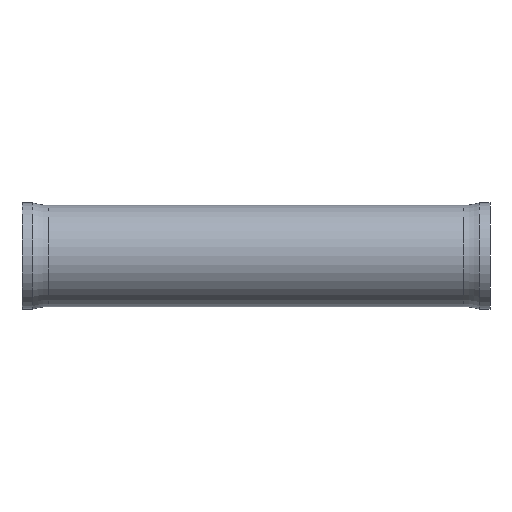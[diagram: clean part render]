
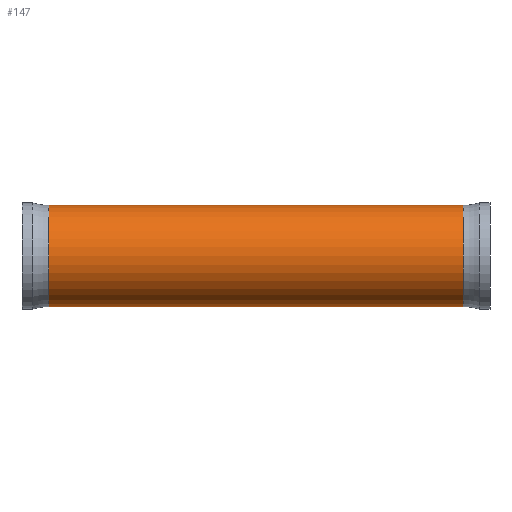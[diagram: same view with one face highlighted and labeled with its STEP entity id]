
A CAD part, left-side view. The second image highlights one B-rep face of the part: STEP entity #147.
In plain terms, the highlighted cylindrical face has radius 23.812 mm (diameter 47.625 mm), a partial arc.
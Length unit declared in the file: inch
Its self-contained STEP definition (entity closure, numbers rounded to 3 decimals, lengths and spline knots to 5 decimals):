
#1 = EDGE_CURVE ( 'NONE', #182, #543, #372, .T. ) ;
#2 = CARTESIAN_POINT ( 'NONE',  ( 0., 8.16302, 0. ) ) ;
#8 = DIRECTION ( 'NONE',  ( 0., 1., 0. ) ) ;
#31 = EDGE_CURVE ( 'NONE', #598, #293, #43, .T. ) ;
#43 = CIRCLE ( 'NONE', #562, 0.9375 ) ;
#48 = FACE_OUTER_BOUND ( 'NONE', #77, .T. ) ;
#61 = ORIENTED_EDGE ( 'NONE', *, *, #31, .F. ) ;
#67 = CYLINDRICAL_SURFACE ( 'NONE', #316, 0.9375 ) ;
#77 = EDGE_LOOP ( 'NONE', ( #505, #226, #509, #61 ) ) ;
#82 = EDGE_CURVE ( 'NONE', #543, #293, #206, .T. ) ;
#84 = CARTESIAN_POINT ( 'NONE',  ( 0., 5.49933, -0.9375 ) ) ;
#124 = DIRECTION ( 'NONE',  ( 0., 1., 0. ) ) ;
#145 = CARTESIAN_POINT ( 'NONE',  ( 0., 0.49839, 0.9375 ) ) ;
#147 = ADVANCED_FACE ( 'NONE', ( #48 ), #67, .T. ) ;
#157 = CARTESIAN_POINT ( 'NONE',  ( 0., 5.49933, 0. ) ) ;
#162 = LINE ( 'NONE', #84, #197 ) ;
#182 = VERTEX_POINT ( 'NONE', #398 ) ;
#192 = CARTESIAN_POINT ( 'NONE',  ( 0., 5.49933, 0.9375 ) ) ;
#197 = VECTOR ( 'NONE', #558, 39.37008 ) ;
#200 = DIRECTION ( 'NONE',  ( 0., 1., 0. ) ) ;
#206 = LINE ( 'NONE', #192, #564 ) ;
#225 = CARTESIAN_POINT ( 'NONE',  ( 0., 0.49839, 0. ) ) ;
#226 = ORIENTED_EDGE ( 'NONE', *, *, #1, .T. ) ;
#259 = CARTESIAN_POINT ( 'NONE',  ( 0., 8.16302, -0.9375 ) ) ;
#293 = VERTEX_POINT ( 'NONE', #435 ) ;
#316 = AXIS2_PLACEMENT_3D ( 'NONE', #157, #200, #624 ) ;
#363 = EDGE_CURVE ( 'NONE', #182, #598, #162, .T. ) ;
#372 = CIRCLE ( 'NONE', #606, 0.9375 ) ;
#373 = DIRECTION ( 'NONE',  ( 0., 0., 1. ) ) ;
#376 = DIRECTION ( 'NONE',  ( 0., 1., 0. ) ) ;
#398 = CARTESIAN_POINT ( 'NONE',  ( 0., 0.49839, -0.9375 ) ) ;
#435 = CARTESIAN_POINT ( 'NONE',  ( 0., 8.16302, 0.9375 ) ) ;
#505 = ORIENTED_EDGE ( 'NONE', *, *, #363, .F. ) ;
#509 = ORIENTED_EDGE ( 'NONE', *, *, #82, .T. ) ;
#543 = VERTEX_POINT ( 'NONE', #145 ) ;
#545 = DIRECTION ( 'NONE',  ( 0., 0., 1. ) ) ;
#558 = DIRECTION ( 'NONE',  ( 0., 1., 0. ) ) ;
#562 = AXIS2_PLACEMENT_3D ( 'NONE', #2, #376, #545 ) ;
#564 = VECTOR ( 'NONE', #8, 39.37008 ) ;
#598 = VERTEX_POINT ( 'NONE', #259 ) ;
#606 = AXIS2_PLACEMENT_3D ( 'NONE', #225, #124, #373 ) ;
#624 = DIRECTION ( 'NONE',  ( 0., 0., 1. ) ) ;
